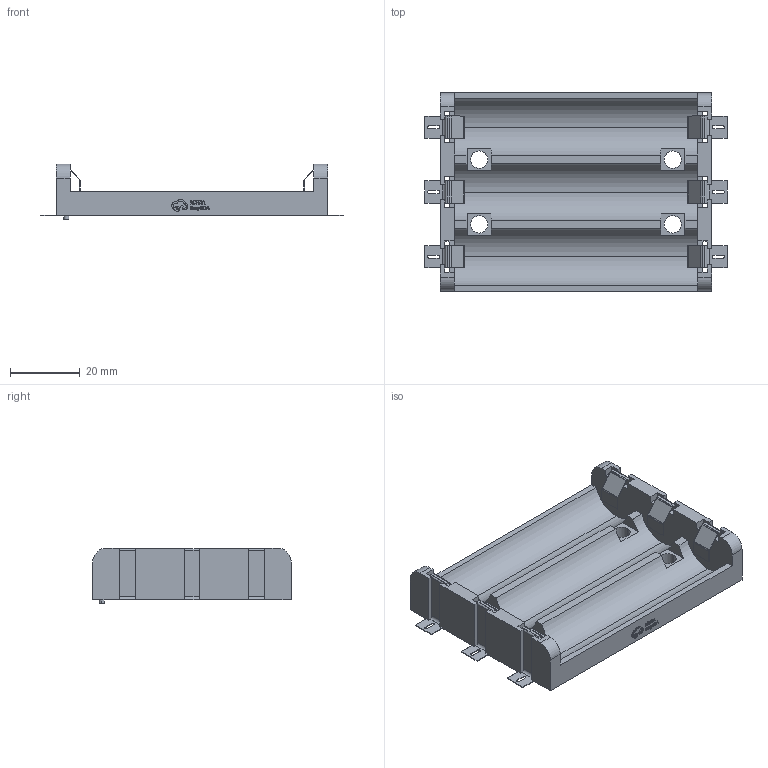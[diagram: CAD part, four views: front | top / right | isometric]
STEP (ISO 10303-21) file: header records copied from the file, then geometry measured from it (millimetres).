
FILE_DESCRIPTION (( 'STEP AP214' ), '1' );
FILE_NAME ('BAT-SMD_BH-18650-B5BA016.STEP', '2023-12-26T07:26:16', ( 'PC' ), ( 'Microsoft' ), 'SwSTEP 2.0', 'SolidWorks 2020', '' );
FILE_SCHEMA (( 'AUTOMOTIVE_DESIGN' ));
Length unit declared in the file: millimetre
Products named in the file (1): BAT-SMD_BH-18650-B5BA016
Bounding box: 86.5 x 56.81 x 15.98 mm (x, y, z)
Volume: 17277.8 mm3; surface area: 17445.8 mm2
Topology: 7 solids, 7 shells, 498 faces, 1390 edges, 926 vertices
Faces by surface type: plane 312, bspline 98, cylinder 86, torus 2
Entity records: 22048 total; most frequent: CARTESIAN_POINT 4121, ORIENTED_EDGE 2780, DIRECTION 2184, EDGE_CURVE 1390, VECTOR 998, LINE 998, VERTEX_POINT 926, AXIS2_PLACEMENT_3D 593
